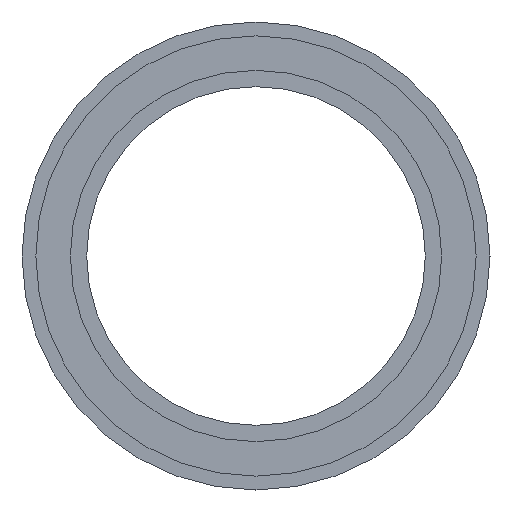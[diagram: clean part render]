
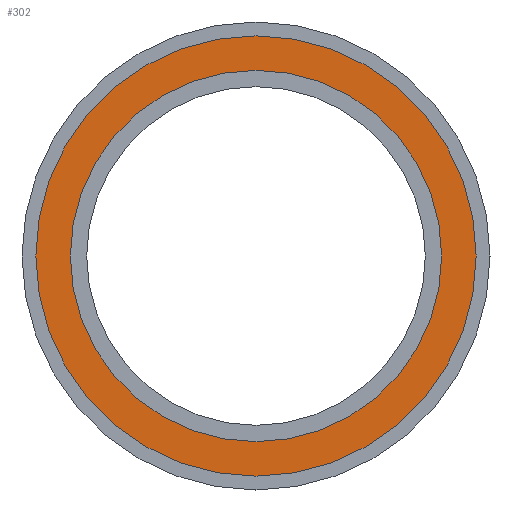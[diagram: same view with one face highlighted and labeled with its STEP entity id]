
A CAD part, left-side view. The second image highlights one B-rep face of the part: STEP entity #302.
In plain terms, the highlighted planar face has unit normal (-1, 0, 0).
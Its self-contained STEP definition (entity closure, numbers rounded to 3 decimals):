
#2 = DIRECTION ( 'NONE',  ( 0., 0., 1. ) ) ;
#6 = DIRECTION ( 'NONE',  ( -1., 0., 0. ) ) ;
#7 = VERTEX_POINT ( 'NONE', #292 ) ;
#9 = CIRCLE ( 'NONE', #473, 30.15 ) ;
#17 = VERTEX_POINT ( 'NONE', #427 ) ;
#30 = DIRECTION ( 'NONE',  ( 0., 0., 1. ) ) ;
#39 = DIRECTION ( 'NONE',  ( 0., 0., 1. ) ) ;
#40 = VERTEX_POINT ( 'NONE', #429 ) ;
#64 = DIRECTION ( 'NONE',  ( 0., 0., 1. ) ) ;
#81 = CIRCLE ( 'NONE', #337, 35.75 ) ;
#115 = PLANE ( 'NONE',  #300 ) ;
#144 = EDGE_LOOP ( 'NONE', ( #276, #205 ) ) ;
#147 = AXIS2_PLACEMENT_3D ( 'NONE', #372, #6, #39 ) ;
#148 = DIRECTION ( 'NONE',  ( -1., 0., 0. ) ) ;
#163 = EDGE_CURVE ( 'NONE', #40, #238, #9, .T. ) ;
#205 = ORIENTED_EDGE ( 'NONE', *, *, #317, .F. ) ;
#211 = ORIENTED_EDGE ( 'NONE', *, *, #221, .T. ) ;
#221 = EDGE_CURVE ( 'NONE', #17, #7, #380, .T. ) ;
#222 = CARTESIAN_POINT ( 'NONE',  ( -11., 0., 0. ) ) ;
#234 = DIRECTION ( 'NONE',  ( 0., 0., -1. ) ) ;
#238 = VERTEX_POINT ( 'NONE', #483 ) ;
#256 = DIRECTION ( 'NONE',  ( -1., 0., 0. ) ) ;
#259 = ORIENTED_EDGE ( 'NONE', *, *, #383, .T. ) ;
#276 = ORIENTED_EDGE ( 'NONE', *, *, #163, .F. ) ;
#292 = CARTESIAN_POINT ( 'NONE',  ( -11., 0., 35.75 ) ) ;
#300 = AXIS2_PLACEMENT_3D ( 'NONE', #460, #421, #234 ) ;
#302 = ADVANCED_FACE ( 'NONE', ( #453, #418 ), #115, .F. ) ;
#303 = CARTESIAN_POINT ( 'NONE',  ( -11., 0., 0. ) ) ;
#317 = EDGE_CURVE ( 'NONE', #238, #40, #463, .T. ) ;
#337 = AXIS2_PLACEMENT_3D ( 'NONE', #303, #342, #2 ) ;
#342 = DIRECTION ( 'NONE',  ( -1., 0., 0. ) ) ;
#363 = CARTESIAN_POINT ( 'NONE',  ( -11., 0., 0. ) ) ;
#371 = EDGE_LOOP ( 'NONE', ( #259, #211 ) ) ;
#372 = CARTESIAN_POINT ( 'NONE',  ( -11., 0., 0. ) ) ;
#380 = CIRCLE ( 'NONE', #447, 35.75 ) ;
#383 = EDGE_CURVE ( 'NONE', #7, #17, #81, .T. ) ;
#418 = FACE_OUTER_BOUND ( 'NONE', #371, .T. ) ;
#421 = DIRECTION ( 'NONE',  ( 1., 0., 0. ) ) ;
#427 = CARTESIAN_POINT ( 'NONE',  ( -11., 0., -35.75 ) ) ;
#429 = CARTESIAN_POINT ( 'NONE',  ( -11., 0., 30.15 ) ) ;
#447 = AXIS2_PLACEMENT_3D ( 'NONE', #222, #256, #30 ) ;
#453 = FACE_BOUND ( 'NONE', #144, .T. ) ;
#460 = CARTESIAN_POINT ( 'NONE',  ( -11., 0., 0. ) ) ;
#463 = CIRCLE ( 'NONE', #147, 30.15 ) ;
#473 = AXIS2_PLACEMENT_3D ( 'NONE', #363, #148, #64 ) ;
#483 = CARTESIAN_POINT ( 'NONE',  ( -11., 0., -30.15 ) ) ;
